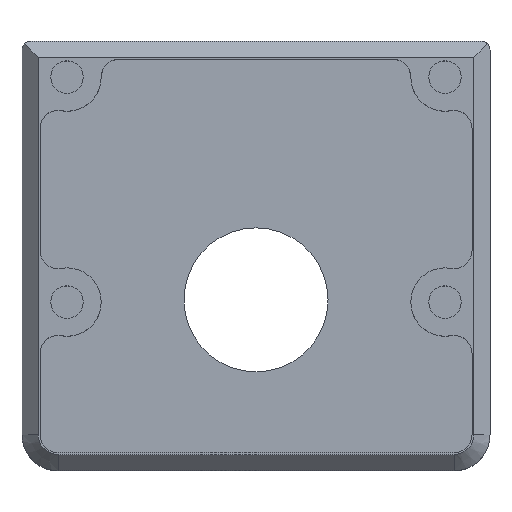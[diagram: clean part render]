
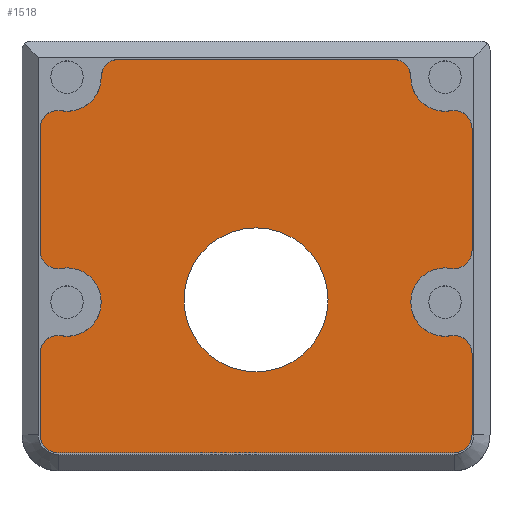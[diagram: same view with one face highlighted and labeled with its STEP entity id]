
A CAD part, top view. The second image highlights one B-rep face of the part: STEP entity #1518.
In plain terms, the highlighted planar face has unit normal (0, 0, 1).
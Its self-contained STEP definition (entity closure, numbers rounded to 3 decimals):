
#781 = VERTEX_POINT('',#782);
#782 = CARTESIAN_POINT('',(-10.828,74.628,8.5));
#790 = VERTEX_POINT('',#791);
#791 = CARTESIAN_POINT('',(-12.,73.643,8.5));
#797 = EDGE_CURVE('',#781,#790,#798,.T.);
#798 = CIRCLE('',#799,1.);
#799 = AXIS2_PLACEMENT_3D('',#800,#801,#802);
#800 = CARTESIAN_POINT('',(-11.,73.643,8.5));
#801 = DIRECTION('',(0.,0.,1.));
#802 = DIRECTION('',(1.,0.,0.));
#813 = VERTEX_POINT('',#814);
#814 = CARTESIAN_POINT('',(-12.,66.857,8.5));
#822 = EDGE_CURVE('',#813,#790,#823,.T.);
#823 = LINE('',#824,#825);
#824 = CARTESIAN_POINT('',(-12.,66.857,8.5));
#825 = VECTOR('',#826,1.);
#826 = DIRECTION('',(0.,1.,0.));
#839 = VERTEX_POINT('',#840);
#840 = CARTESIAN_POINT('',(-10.828,65.872,8.5));
#846 = EDGE_CURVE('',#813,#839,#847,.T.);
#847 = CIRCLE('',#848,1.);
#848 = AXIS2_PLACEMENT_3D('',#849,#850,#851);
#849 = CARTESIAN_POINT('',(-11.,66.857,8.5));
#850 = DIRECTION('',(0.,0.,1.));
#851 = DIRECTION('',(1.,0.,0.));
#862 = VERTEX_POINT('',#863);
#863 = CARTESIAN_POINT('',(-10.828,62.128,8.5));
#871 = EDGE_CURVE('',#862,#839,#872,.T.);
#872 = CIRCLE('',#873,1.9);
#873 = AXIS2_PLACEMENT_3D('',#874,#875,#876);
#874 = CARTESIAN_POINT('',(-10.5,64.,8.5));
#875 = DIRECTION('',(0.,0.,1.));
#876 = DIRECTION('',(1.,0.,0.));
#889 = VERTEX_POINT('',#890);
#890 = CARTESIAN_POINT('',(-12.,61.143,8.5));
#896 = EDGE_CURVE('',#862,#889,#897,.T.);
#897 = CIRCLE('',#898,1.);
#898 = AXIS2_PLACEMENT_3D('',#899,#900,#901);
#899 = CARTESIAN_POINT('',(-11.,61.143,8.5));
#900 = DIRECTION('',(0.,0.,1.));
#901 = DIRECTION('',(1.,0.,0.));
#912 = VERTEX_POINT('',#913);
#913 = CARTESIAN_POINT('',(-12.,56.63,8.5));
#921 = EDGE_CURVE('',#912,#889,#922,.T.);
#922 = LINE('',#923,#924);
#923 = CARTESIAN_POINT('',(-12.,56.63,8.5));
#924 = VECTOR('',#925,1.);
#925 = DIRECTION('',(0.,1.,0.));
#938 = VERTEX_POINT('',#939);
#939 = CARTESIAN_POINT('',(-11.,55.63,8.5));
#945 = EDGE_CURVE('',#912,#938,#946,.T.);
#946 = CIRCLE('',#947,1.);
#947 = AXIS2_PLACEMENT_3D('',#948,#949,#950);
#948 = CARTESIAN_POINT('',(-11.,56.63,8.5));
#949 = DIRECTION('',(0.,0.,1.));
#950 = DIRECTION('',(1.,0.,0.));
#961 = VERTEX_POINT('',#962);
#962 = CARTESIAN_POINT('',(11.,55.63,8.5));
#970 = EDGE_CURVE('',#961,#938,#971,.T.);
#971 = LINE('',#972,#973);
#972 = CARTESIAN_POINT('',(11.,55.63,8.5));
#973 = VECTOR('',#974,1.);
#974 = DIRECTION('',(-1.,0.,0.));
#987 = VERTEX_POINT('',#988);
#988 = CARTESIAN_POINT('',(12.,56.63,8.5));
#994 = EDGE_CURVE('',#961,#987,#995,.T.);
#995 = CIRCLE('',#996,1.);
#996 = AXIS2_PLACEMENT_3D('',#997,#998,#999);
#997 = CARTESIAN_POINT('',(11.,56.63,8.5));
#998 = DIRECTION('',(0.,0.,1.));
#999 = DIRECTION('',(1.,0.,0.));
#1010 = VERTEX_POINT('',#1011);
#1011 = CARTESIAN_POINT('',(12.,61.143,8.5));
#1019 = EDGE_CURVE('',#1010,#987,#1020,.T.);
#1020 = LINE('',#1021,#1022);
#1021 = CARTESIAN_POINT('',(12.,61.143,8.5));
#1022 = VECTOR('',#1023,1.);
#1023 = DIRECTION('',(0.,-1.,0.));
#1036 = VERTEX_POINT('',#1037);
#1037 = CARTESIAN_POINT('',(10.828,62.128,8.5));
#1043 = EDGE_CURVE('',#1010,#1036,#1044,.T.);
#1044 = CIRCLE('',#1045,1.);
#1045 = AXIS2_PLACEMENT_3D('',#1046,#1047,#1048);
#1046 = CARTESIAN_POINT('',(11.,61.143,8.5));
#1047 = DIRECTION('',(0.,0.,1.));
#1048 = DIRECTION('',(1.,0.,0.));
#1059 = VERTEX_POINT('',#1060);
#1060 = CARTESIAN_POINT('',(10.828,65.872,8.5));
#1068 = EDGE_CURVE('',#1059,#1036,#1069,.T.);
#1069 = CIRCLE('',#1070,1.9);
#1070 = AXIS2_PLACEMENT_3D('',#1071,#1072,#1073);
#1071 = CARTESIAN_POINT('',(10.5,64.,8.5));
#1072 = DIRECTION('',(0.,0.,1.));
#1073 = DIRECTION('',(1.,0.,0.));
#1086 = VERTEX_POINT('',#1087);
#1087 = CARTESIAN_POINT('',(12.,66.857,8.5));
#1093 = EDGE_CURVE('',#1059,#1086,#1094,.T.);
#1094 = CIRCLE('',#1095,1.);
#1095 = AXIS2_PLACEMENT_3D('',#1096,#1097,#1098);
#1096 = CARTESIAN_POINT('',(11.,66.857,8.5));
#1097 = DIRECTION('',(0.,0.,1.));
#1098 = DIRECTION('',(1.,0.,0.));
#1109 = VERTEX_POINT('',#1110);
#1110 = CARTESIAN_POINT('',(12.,73.643,8.5));
#1118 = EDGE_CURVE('',#1109,#1086,#1119,.T.);
#1119 = LINE('',#1120,#1121);
#1120 = CARTESIAN_POINT('',(12.,73.643,8.5));
#1121 = VECTOR('',#1122,1.);
#1122 = DIRECTION('',(0.,-1.,0.));
#1135 = VERTEX_POINT('',#1136);
#1136 = CARTESIAN_POINT('',(10.828,74.628,8.5));
#1142 = EDGE_CURVE('',#1109,#1135,#1143,.T.);
#1143 = CIRCLE('',#1144,1.);
#1144 = AXIS2_PLACEMENT_3D('',#1145,#1146,#1147);
#1145 = CARTESIAN_POINT('',(11.,73.643,8.5));
#1146 = DIRECTION('',(0.,0.,1.));
#1147 = DIRECTION('',(1.,0.,0.));
#1158 = VERTEX_POINT('',#1159);
#1159 = CARTESIAN_POINT('',(8.6,76.5,8.5));
#1167 = EDGE_CURVE('',#1158,#1135,#1168,.T.);
#1168 = CIRCLE('',#1169,1.9);
#1169 = AXIS2_PLACEMENT_3D('',#1170,#1171,#1172);
#1170 = CARTESIAN_POINT('',(10.5,76.5,8.5));
#1171 = DIRECTION('',(0.,0.,1.));
#1172 = DIRECTION('',(1.,0.,0.));
#1185 = VERTEX_POINT('',#1186);
#1186 = CARTESIAN_POINT('',(7.6,77.5,8.5));
#1192 = EDGE_CURVE('',#1158,#1185,#1193,.T.);
#1193 = CIRCLE('',#1194,1.);
#1194 = AXIS2_PLACEMENT_3D('',#1195,#1196,#1197);
#1195 = CARTESIAN_POINT('',(7.6,76.5,8.5));
#1196 = DIRECTION('',(0.,0.,1.));
#1197 = DIRECTION('',(1.,0.,0.));
#1208 = VERTEX_POINT('',#1209);
#1209 = CARTESIAN_POINT('',(-7.6,77.5,8.5));
#1217 = EDGE_CURVE('',#1208,#1185,#1218,.T.);
#1218 = LINE('',#1219,#1220);
#1219 = CARTESIAN_POINT('',(-7.6,77.5,8.5));
#1220 = VECTOR('',#1221,1.);
#1221 = DIRECTION('',(1.,0.,0.));
#1234 = VERTEX_POINT('',#1235);
#1235 = CARTESIAN_POINT('',(-8.6,76.5,8.5));
#1241 = EDGE_CURVE('',#1208,#1234,#1242,.T.);
#1242 = CIRCLE('',#1243,1.);
#1243 = AXIS2_PLACEMENT_3D('',#1244,#1245,#1246);
#1244 = CARTESIAN_POINT('',(-7.6,76.5,8.5));
#1245 = DIRECTION('',(0.,0.,1.));
#1246 = DIRECTION('',(1.,0.,0.));
#1259 = EDGE_CURVE('',#781,#1234,#1260,.T.);
#1260 = CIRCLE('',#1261,1.9);
#1261 = AXIS2_PLACEMENT_3D('',#1262,#1263,#1264);
#1262 = CARTESIAN_POINT('',(-10.5,76.5,8.5));
#1263 = DIRECTION('',(0.,0.,1.));
#1264 = DIRECTION('',(1.,0.,0.));
#1518 = ADVANCED_FACE('',(#1519,#1541),#1552,.F.);
#1519 = FACE_BOUND('',#1520,.F.);
#1520 = EDGE_LOOP('',(#1521,#1522,#1523,#1524,#1525,#1526,#1527,#1528,
    #1529,#1530,#1531,#1532,#1533,#1534,#1535,#1536,#1537,#1538,#1539,
    #1540));
#1521 = ORIENTED_EDGE('',*,*,#797,.F.);
#1522 = ORIENTED_EDGE('',*,*,#1259,.T.);
#1523 = ORIENTED_EDGE('',*,*,#1241,.F.);
#1524 = ORIENTED_EDGE('',*,*,#1217,.T.);
#1525 = ORIENTED_EDGE('',*,*,#1192,.F.);
#1526 = ORIENTED_EDGE('',*,*,#1167,.T.);
#1527 = ORIENTED_EDGE('',*,*,#1142,.F.);
#1528 = ORIENTED_EDGE('',*,*,#1118,.T.);
#1529 = ORIENTED_EDGE('',*,*,#1093,.F.);
#1530 = ORIENTED_EDGE('',*,*,#1068,.T.);
#1531 = ORIENTED_EDGE('',*,*,#1043,.F.);
#1532 = ORIENTED_EDGE('',*,*,#1019,.T.);
#1533 = ORIENTED_EDGE('',*,*,#994,.F.);
#1534 = ORIENTED_EDGE('',*,*,#970,.T.);
#1535 = ORIENTED_EDGE('',*,*,#945,.F.);
#1536 = ORIENTED_EDGE('',*,*,#921,.T.);
#1537 = ORIENTED_EDGE('',*,*,#896,.F.);
#1538 = ORIENTED_EDGE('',*,*,#871,.T.);
#1539 = ORIENTED_EDGE('',*,*,#846,.F.);
#1540 = ORIENTED_EDGE('',*,*,#822,.T.);
#1541 = FACE_BOUND('',#1542,.F.);
#1542 = EDGE_LOOP('',(#1543));
#1543 = ORIENTED_EDGE('',*,*,#1544,.T.);
#1544 = EDGE_CURVE('',#1545,#1545,#1547,.T.);
#1545 = VERTEX_POINT('',#1546);
#1546 = CARTESIAN_POINT('',(4.,64.13,8.5));
#1547 = CIRCLE('',#1548,4.);
#1548 = AXIS2_PLACEMENT_3D('',#1549,#1550,#1551);
#1549 = CARTESIAN_POINT('',(0.,64.13,8.5));
#1550 = DIRECTION('',(0.,0.,1.));
#1551 = DIRECTION('',(1.,0.,0.));
#1552 = PLANE('',#1553);
#1553 = AXIS2_PLACEMENT_3D('',#1554,#1555,#1556);
#1554 = CARTESIAN_POINT('',(0.,66.79,8.5));
#1555 = DIRECTION('',(-0.,-0.,-1.));
#1556 = DIRECTION('',(-1.,0.,0.));
